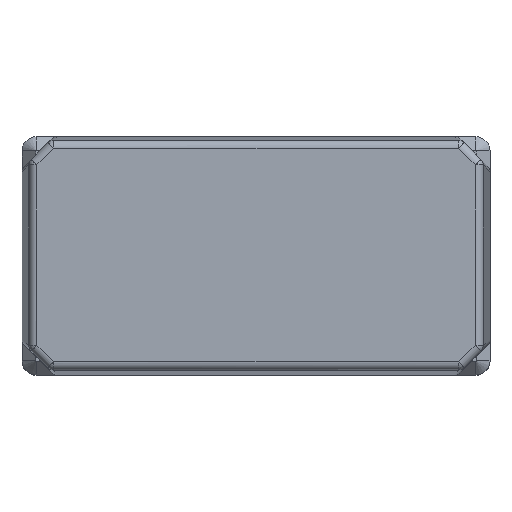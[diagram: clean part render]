
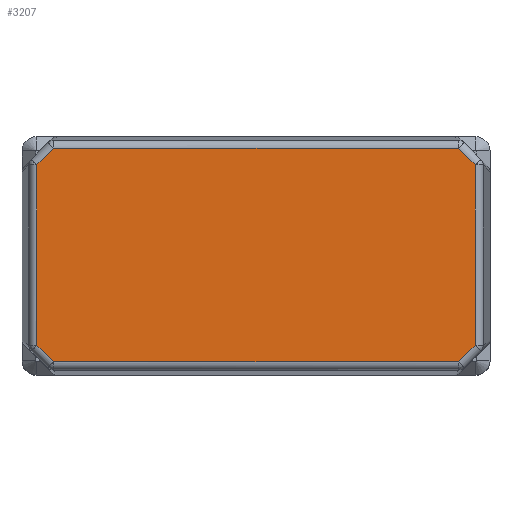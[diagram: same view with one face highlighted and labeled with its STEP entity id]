
A CAD part, top view. The second image highlights one B-rep face of the part: STEP entity #3207.
In plain terms, the highlighted planar face has unit normal (0, 0, 1).
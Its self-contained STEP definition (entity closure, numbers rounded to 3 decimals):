
#454=FACE_OUTER_BOUND('',#654,.T.);
#654=EDGE_LOOP('',(#2190,#2191,#2192,#2193,#2194,#2195,#2196,#2197));
#873=LINE('',#4822,#1160);
#874=LINE('',#4824,#1161);
#875=LINE('',#4826,#1162);
#876=LINE('',#4828,#1163);
#877=LINE('',#4830,#1164);
#878=LINE('',#4832,#1165);
#879=LINE('',#4834,#1166);
#880=LINE('',#4835,#1167);
#1160=VECTOR('',#3801,1000.);
#1161=VECTOR('',#3802,1000.);
#1162=VECTOR('',#3803,1000.);
#1163=VECTOR('',#3804,1000.);
#1164=VECTOR('',#3805,1000.);
#1165=VECTOR('',#3806,1000.);
#1166=VECTOR('',#3807,1000.);
#1167=VECTOR('',#3808,1000.);
#1447=VERTEX_POINT('',#4820);
#1448=VERTEX_POINT('',#4821);
#1449=VERTEX_POINT('',#4823);
#1450=VERTEX_POINT('',#4825);
#1451=VERTEX_POINT('',#4827);
#1452=VERTEX_POINT('',#4829);
#1453=VERTEX_POINT('',#4831);
#1454=VERTEX_POINT('',#4833);
#1725=EDGE_CURVE('',#1447,#1448,#873,.F.);
#1726=EDGE_CURVE('',#1448,#1449,#874,.T.);
#1727=EDGE_CURVE('',#1449,#1450,#875,.T.);
#1728=EDGE_CURVE('',#1450,#1451,#876,.F.);
#1729=EDGE_CURVE('',#1451,#1452,#877,.T.);
#1730=EDGE_CURVE('',#1452,#1453,#878,.F.);
#1731=EDGE_CURVE('',#1453,#1454,#879,.T.);
#1732=EDGE_CURVE('',#1454,#1447,#880,.T.);
#2190=ORIENTED_EDGE('',*,*,#1725,.T.);
#2191=ORIENTED_EDGE('',*,*,#1726,.T.);
#2192=ORIENTED_EDGE('',*,*,#1727,.T.);
#2193=ORIENTED_EDGE('',*,*,#1728,.T.);
#2194=ORIENTED_EDGE('',*,*,#1729,.T.);
#2195=ORIENTED_EDGE('',*,*,#1730,.T.);
#2196=ORIENTED_EDGE('',*,*,#1731,.T.);
#2197=ORIENTED_EDGE('',*,*,#1732,.T.);
#3120=PLANE('',#3431);
#3207=ADVANCED_FACE('',(#454),#3120,.F.);
#3431=AXIS2_PLACEMENT_3D('',#4819,#3799,#3800);
#3799=DIRECTION('center_axis',(0.,0.,-1.));
#3800=DIRECTION('ref_axis',(-1.,0.,0.));
#3801=DIRECTION('',(0.707,-0.707,0.));
#3802=DIRECTION('',(-1.,0.,0.));
#3803=DIRECTION('',(-0.707,-0.707,0.));
#3804=DIRECTION('',(0.,1.,0.));
#3805=DIRECTION('',(0.707,-0.707,0.));
#3806=DIRECTION('',(-1.,0.,0.));
#3807=DIRECTION('',(0.707,0.707,0.));
#3808=DIRECTION('',(0.,1.,0.));
#4819=CARTESIAN_POINT('Origin',(13.75,-7.,35.596));
#4820=CARTESIAN_POINT('',(12.874,5.299,35.596));
#4821=CARTESIAN_POINT('',(11.897,6.276,35.596));
#4822=CARTESIAN_POINT('',(19.462,-1.288,35.596));
#4823=CARTESIAN_POINT('',(-11.897,6.276,35.596));
#4824=CARTESIAN_POINT('',(13.75,6.276,35.596));
#4825=CARTESIAN_POINT('',(-12.874,5.299,35.596));
#4826=CARTESIAN_POINT('',(-12.874,5.299,35.596));
#4827=CARTESIAN_POINT('',(-12.874,-5.299,35.596));
#4828=CARTESIAN_POINT('',(-12.874,-5.315,35.596));
#4829=CARTESIAN_POINT('',(-11.897,-6.276,35.596));
#4830=CARTESIAN_POINT('',(-11.895,-6.278,35.596));
#4831=CARTESIAN_POINT('',(11.897,-6.276,35.596));
#4832=CARTESIAN_POINT('',(11.911,-6.276,35.596));
#4833=CARTESIAN_POINT('',(12.874,-5.299,35.596));
#4834=CARTESIAN_POINT('',(12.874,-5.299,35.596));
#4835=CARTESIAN_POINT('',(12.874,-7.,35.596));
